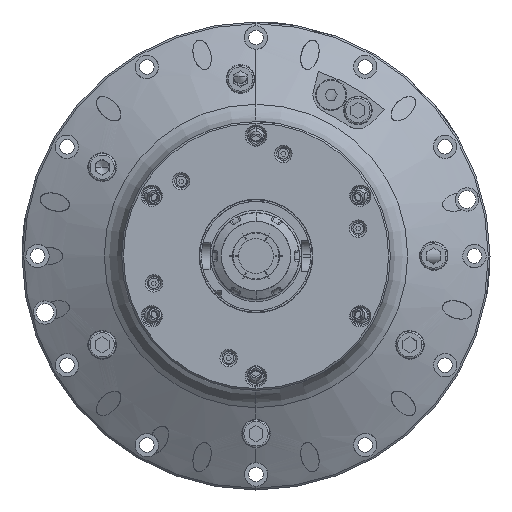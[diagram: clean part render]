
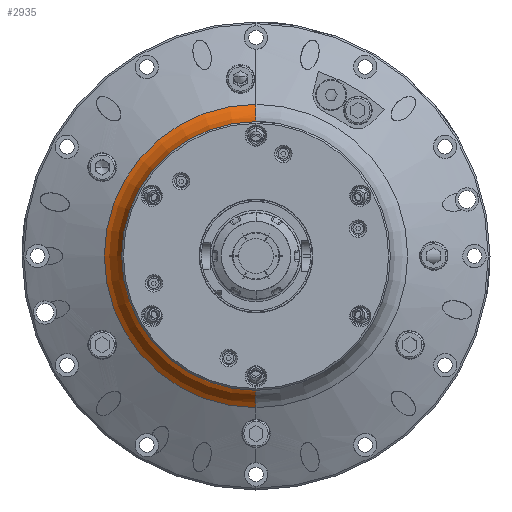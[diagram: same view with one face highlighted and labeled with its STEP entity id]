
A CAD part, left-side view. The second image highlights one B-rep face of the part: STEP entity #2935.
In plain terms, the highlighted toroidal (fillet/blend) face has major radius 97.5 mm and minor radius 20 mm.
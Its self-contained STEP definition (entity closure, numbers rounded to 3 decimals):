
#2935 = ADVANCED_FACE ( 'NONE', ( #13932 ), #13666, .F. ) ;
#3238 = CIRCLE ( 'NONE', #70319, 87.5 ) ;
#7669 = DIRECTION ( 'NONE',  ( 0., 0., -1. ) ) ;
#7679 = DIRECTION ( 'NONE',  ( 1., 0., 0. ) ) ;
#8137 = CARTESIAN_POINT ( 'NONE',  ( -389.2, 0., 0. ) ) ;
#12293 = CARTESIAN_POINT ( 'NONE',  ( -371.879, 0., -87.5 ) ) ;
#13666 = TOROIDAL_SURFACE ( 'NONE', #71231, 97.5, 20. ) ;
#13932 = FACE_OUTER_BOUND ( 'NONE', #56866, .T. ) ;
#16335 = CARTESIAN_POINT ( 'NONE',  ( -389.2, 0., -77.5 ) ) ;
#18359 = ORIENTED_EDGE ( 'NONE', *, *, #70152, .F. ) ;
#20527 = DIRECTION ( 'NONE',  ( 0., 0., -1. ) ) ;
#20599 = DIRECTION ( 'NONE',  ( 0., -1., 0. ) ) ;
#20689 = CARTESIAN_POINT ( 'NONE',  ( -389.2, 0., -97.5 ) ) ;
#21629 = DIRECTION ( 'NONE',  ( 0., 1., 0. ) ) ;
#21645 = DIRECTION ( 'NONE',  ( 0., 0., 1. ) ) ;
#24641 = CIRCLE ( 'NONE', #39843, 20. ) ;
#35095 = ORIENTED_EDGE ( 'NONE', *, *, #48571, .T. ) ;
#38972 = CIRCLE ( 'NONE', #43415, 20. ) ;
#39332 = VERTEX_POINT ( 'NONE', #12293 ) ;
#39843 = AXIS2_PLACEMENT_3D ( 'NONE', #20689, #20599, #20527 ) ;
#39888 = VERTEX_POINT ( 'NONE', #54807 ) ;
#40107 = DIRECTION ( 'NONE',  ( 0., 0., -1. ) ) ;
#40187 = DIRECTION ( 'NONE',  ( 1., 0., 0. ) ) ;
#40199 = CARTESIAN_POINT ( 'NONE',  ( -371.879, 0., 0. ) ) ;
#40952 = VERTEX_POINT ( 'NONE', #16335 ) ;
#43415 = AXIS2_PLACEMENT_3D ( 'NONE', #49003, #21629, #21645 ) ;
#48571 = EDGE_CURVE ( 'NONE', #40952, #39888, #60797, .T. ) ;
#49003 = CARTESIAN_POINT ( 'NONE',  ( -389.2, 0., 97.5 ) ) ;
#49187 = AXIS2_PLACEMENT_3D ( 'NONE', #8137, #7679, #7669 ) ;
#50774 = EDGE_CURVE ( 'NONE', #55328, #39888, #38972, .T. ) ;
#52112 = EDGE_CURVE ( 'NONE', #39332, #40952, #24641, .T. ) ;
#54807 = CARTESIAN_POINT ( 'NONE',  ( -389.2, 0., 77.5 ) ) ;
#55328 = VERTEX_POINT ( 'NONE', #58909 ) ;
#56866 = EDGE_LOOP ( 'NONE', ( #63333, #18359, #65488, #35095 ) ) ;
#58909 = CARTESIAN_POINT ( 'NONE',  ( -371.879, 0., 87.5 ) ) ;
#60797 = CIRCLE ( 'NONE', #49187, 77.5 ) ;
#63333 = ORIENTED_EDGE ( 'NONE', *, *, #50774, .F. ) ;
#65488 = ORIENTED_EDGE ( 'NONE', *, *, #52112, .T. ) ;
#69625 = DIRECTION ( 'NONE',  ( 0., 0., -1. ) ) ;
#69696 = CARTESIAN_POINT ( 'NONE',  ( -389.2, 0., 0. ) ) ;
#69940 = DIRECTION ( 'NONE',  ( 1., 0., 0. ) ) ;
#70152 = EDGE_CURVE ( 'NONE', #39332, #55328, #3238, .T. ) ;
#70319 = AXIS2_PLACEMENT_3D ( 'NONE', #40199, #40187, #40107 ) ;
#71231 = AXIS2_PLACEMENT_3D ( 'NONE', #69696, #69940, #69625 ) ;
